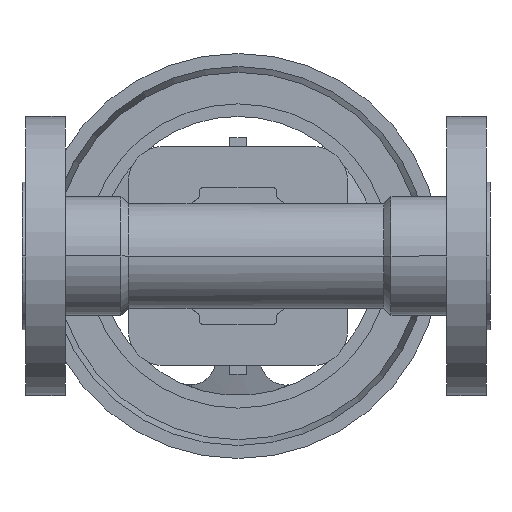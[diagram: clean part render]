
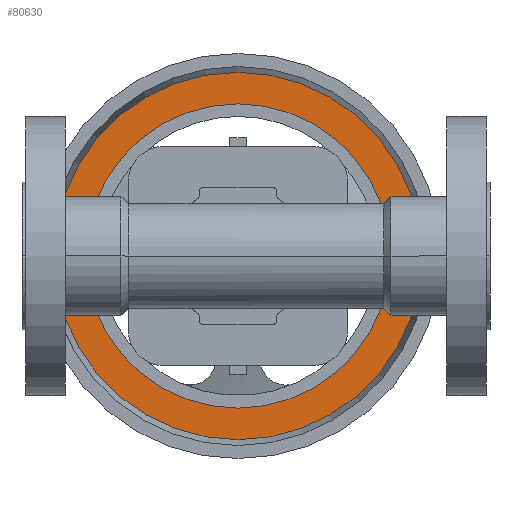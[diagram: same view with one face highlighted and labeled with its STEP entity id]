
A CAD part, front view. The second image highlights one B-rep face of the part: STEP entity #80630.
In plain terms, the highlighted planar face has unit normal (0, -1, 0).
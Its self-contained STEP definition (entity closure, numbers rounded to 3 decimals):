
#80080=CARTESIAN_POINT('',(222.038,296.,0.));
#80090=VERTEX_POINT('',#80080);
#80120=CARTESIAN_POINT('',(120.,296.,0.));
#80130=DIRECTION('',(0.,1.,0.));
#80140=DIRECTION('',(1.,0.,0.));
#80150=AXIS2_PLACEMENT_3D('',#80120,#80130,#80140);
#80160=CIRCLE('',#80150,102.038);
#80170=CARTESIAN_POINT('',(17.962,296.,0.));
#80180=VERTEX_POINT('',#80170);
#80190=EDGE_CURVE('',#80180,#80090,#80160,.T.);
#80380=CARTESIAN_POINT('',(213.269,296.,0.))
;
#80390=DIRECTION('',(0.,-1.,0.));
#80400=DIRECTION('',(-1.,0.,0.));
#80410=AXIS2_PLACEMENT_3D('',#80380,#80390,#80400);
#80420=PLANE('',#80410);
#80430=EDGE_CURVE('',#80090,#80180,#80160,.T.);
#80440=ORIENTED_EDGE('',*,*,#80430,.F.);
#80450=ORIENTED_EDGE('',*,*,#80190,.F.);
#80460=EDGE_LOOP('',(#80450,#80440));
#80470=FACE_OUTER_BOUND('',#80460,.T.);
#80480=CARTESIAN_POINT('',(120.,296.,0.));
#80490=DIRECTION('',(0.,1.,0.));
#80500=DIRECTION('',(1.,0.,0.));
#80510=AXIS2_PLACEMENT_3D('',#80480,#80490,#80500);
#80520=CIRCLE('',#80510,84.5);
#80530=CARTESIAN_POINT('',(35.5,296.,0.));
#80540=VERTEX_POINT('',#80530);
#80550=CARTESIAN_POINT('',(204.5,296.,0.));
#80560=VERTEX_POINT('',#80550);
#80570=EDGE_CURVE('',#80540,#80560,#80520,.T.);
#80580=ORIENTED_EDGE('',*,*,#80570,.T.);
#80590=EDGE_CURVE('',#80560,#80540,#80520,.T.);
#80600=ORIENTED_EDGE('',*,*,#80590,.T.);
#80610=EDGE_LOOP('',(#80600,#80580));
#80620=FACE_BOUND('',#80610,.T.);
#80630=ADVANCED_FACE('',(#80470,#80620),#80420,.T.);
